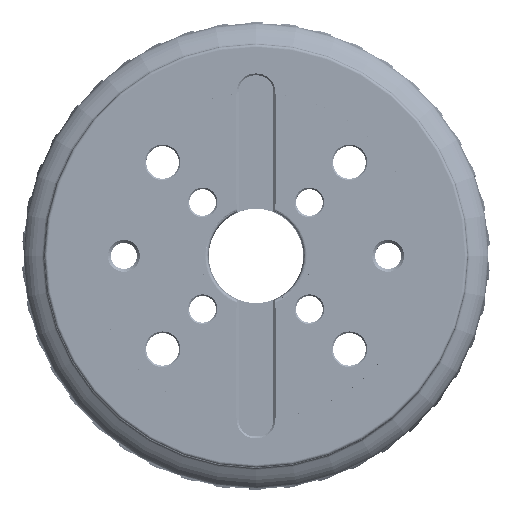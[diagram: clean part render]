
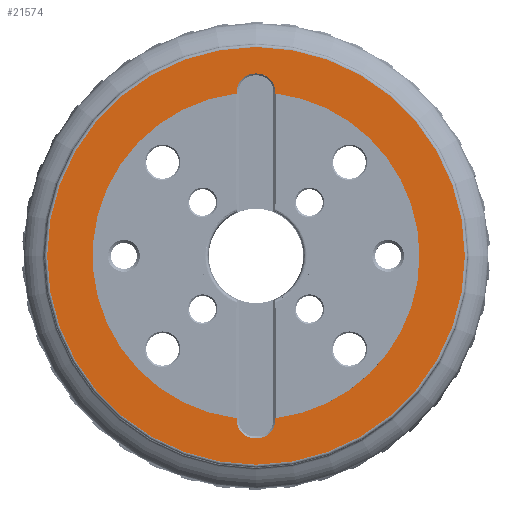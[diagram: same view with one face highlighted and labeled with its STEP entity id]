
A CAD part, top view. The second image highlights one B-rep face of the part: STEP entity #21574.
In plain terms, the highlighted planar face has unit normal (0, 0, 1).
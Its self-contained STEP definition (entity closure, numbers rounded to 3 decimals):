
#708=FACE_BOUND('',#35879,.T.);
#709=FACE_BOUND('',#35880,.T.);
#3062=PLANE('',#122928);
#9210=LINE('',#218117,#14906);
#9211=LINE('',#218121,#14907);
#9212=LINE('',#218125,#14908);
#9213=LINE('',#218129,#14909);
#9214=LINE('',#218133,#14910);
#9215=LINE('',#218137,#14911);
#14906=VECTOR('',#144609,1.);
#14907=VECTOR('',#144612,1.);
#14908=VECTOR('',#144615,1.);
#14909=VECTOR('',#144618,1.);
#14910=VECTOR('',#144621,1.);
#14911=VECTOR('',#144624,1.);
#21574=ADVANCED_FACE('',(#708,#709),#3062,.T.);
#35879=EDGE_LOOP('',(#62464,#62465));
#35880=EDGE_LOOP('',(#62466,#62467,#62468,#62469,#62470,#62471,#62472,#62473,
#62474,#62475,#62476,#62477,#62478));
#41867=CIRCLE('',#122904,140.5);
#41869=CIRCLE('',#122907,140.5);
#41875=CIRCLE('',#122921,110.);
#41876=CIRCLE('',#122922,110.);
#41877=CIRCLE('',#122923,12.2);
#41878=CIRCLE('',#122924,12.2);
#41879=CIRCLE('',#122925,110.);
#41880=CIRCLE('',#122926,12.2);
#41881=CIRCLE('',#122927,12.2);
#62464=ORIENTED_EDGE('',*,*,#101031,.F.);
#62465=ORIENTED_EDGE('',*,*,#101029,.F.);
#62466=ORIENTED_EDGE('',*,*,#101045,.F.);
#62467=ORIENTED_EDGE('',*,*,#101046,.F.);
#62468=ORIENTED_EDGE('',*,*,#101047,.T.);
#62469=ORIENTED_EDGE('',*,*,#101048,.F.);
#62470=ORIENTED_EDGE('',*,*,#101049,.T.);
#62471=ORIENTED_EDGE('',*,*,#101050,.F.);
#62472=ORIENTED_EDGE('',*,*,#101051,.T.);
#62473=ORIENTED_EDGE('',*,*,#101052,.F.);
#62474=ORIENTED_EDGE('',*,*,#101053,.T.);
#62475=ORIENTED_EDGE('',*,*,#101054,.F.);
#62476=ORIENTED_EDGE('',*,*,#101055,.T.);
#62477=ORIENTED_EDGE('',*,*,#101056,.F.);
#62478=ORIENTED_EDGE('',*,*,#101057,.T.);
#86799=VERTEX_POINT('',#217940);
#86800=VERTEX_POINT('',#217942);
#86808=VERTEX_POINT('',#218113);
#86809=VERTEX_POINT('',#218114);
#86810=VERTEX_POINT('',#218116);
#86811=VERTEX_POINT('',#218118);
#86812=VERTEX_POINT('',#218120);
#86813=VERTEX_POINT('',#218122);
#86814=VERTEX_POINT('',#218124);
#86815=VERTEX_POINT('',#218126);
#86816=VERTEX_POINT('',#218128);
#86817=VERTEX_POINT('',#218130);
#86818=VERTEX_POINT('',#218132);
#86819=VERTEX_POINT('',#218134);
#86820=VERTEX_POINT('',#218136);
#101029=EDGE_CURVE('',#86799,#86800,#41867,.T.);
#101031=EDGE_CURVE('',#86800,#86799,#41869,.T.);
#101045=EDGE_CURVE('',#86808,#86809,#41875,.T.);
#101046=EDGE_CURVE('',#86810,#86808,#41876,.T.);
#101047=EDGE_CURVE('',#86810,#86811,#9210,.T.);
#101048=EDGE_CURVE('',#86812,#86811,#41877,.T.);
#101049=EDGE_CURVE('',#86812,#86813,#9211,.T.);
#101050=EDGE_CURVE('',#86814,#86813,#41878,.T.);
#101051=EDGE_CURVE('',#86814,#86815,#9212,.T.);
#101052=EDGE_CURVE('',#86816,#86815,#41879,.T.);
#101053=EDGE_CURVE('',#86816,#86817,#9213,.T.);
#101054=EDGE_CURVE('',#86818,#86817,#41880,.T.);
#101055=EDGE_CURVE('',#86818,#86819,#9214,.T.);
#101056=EDGE_CURVE('',#86820,#86819,#41881,.T.);
#101057=EDGE_CURVE('',#86820,#86809,#9215,.T.);
#122904=AXIS2_PLACEMENT_3D('',#217941,#144565,#144566);
#122907=AXIS2_PLACEMENT_3D('',#217945,#144571,#144572);
#122921=AXIS2_PLACEMENT_3D('',#218112,#144605,#144606);
#122922=AXIS2_PLACEMENT_3D('',#218115,#144607,#144608);
#122923=AXIS2_PLACEMENT_3D('',#218119,#144610,#144611);
#122924=AXIS2_PLACEMENT_3D('',#218123,#144613,#144614);
#122925=AXIS2_PLACEMENT_3D('',#218127,#144616,#144617);
#122926=AXIS2_PLACEMENT_3D('',#218131,#144619,#144620);
#122927=AXIS2_PLACEMENT_3D('',#218135,#144622,#144623);
#122928=AXIS2_PLACEMENT_3D('',#218138,#144625,#144626);
#144565=DIRECTION('',(0.,0.,-1.));
#144566=DIRECTION('',(1.,0.,0.));
#144571=DIRECTION('',(0.,0.,-1.));
#144572=DIRECTION('',(-1.,0.,0.));
#144605=DIRECTION('',(0.,0.,1.));
#144606=DIRECTION('',(1.,0.,0.));
#144607=DIRECTION('',(0.,0.,1.));
#144608=DIRECTION('',(0.117,-0.993,0.));
#144609=DIRECTION('',(0.,-1.,0.));
#144610=DIRECTION('',(0.,0.,1.));
#144611=DIRECTION('',(0.,-1.,0.));
#144612=DIRECTION('',(-1.,0.,0.));
#144613=DIRECTION('',(0.,0.,1.));
#144614=DIRECTION('',(-1.,0.,0.));
#144615=DIRECTION('',(0.,1.,0.));
#144616=DIRECTION('',(0.,0.,1.));
#144617=DIRECTION('',(-0.117,0.993,0.));
#144618=DIRECTION('',(0.,1.,0.));
#144619=DIRECTION('',(0.,0.,1.));
#144620=DIRECTION('',(0.,1.,0.));
#144621=DIRECTION('',(1.,0.,0.));
#144622=DIRECTION('',(0.,0.,1.));
#144623=DIRECTION('',(1.,0.,0.));
#144624=DIRECTION('',(0.,-1.,0.));
#144625=DIRECTION('',(0.,0.,1.));
#144626=DIRECTION('',(-1.,0.,0.));
#217940=CARTESIAN_POINT('',(140.5,0.,-0.8));
#217941=CARTESIAN_POINT('',(0.,0.,-0.8));
#217942=CARTESIAN_POINT('',(-140.5,0.,-0.8));
#217945=CARTESIAN_POINT('',(0.,0.,-0.8));
#218112=CARTESIAN_POINT('',(0.,0.,-0.8));
#218113=CARTESIAN_POINT('',(110.,0.,-0.8));
#218114=CARTESIAN_POINT('',(12.9,109.241,-0.8));
#218115=CARTESIAN_POINT('',(0.,0.,-0.8));
#218116=CARTESIAN_POINT('',(12.9,-109.241,-0.8));
#218117=CARTESIAN_POINT('',(12.9,-109.241,-0.8));
#218118=CARTESIAN_POINT('',(12.9,-110.5,-0.8));
#218119=CARTESIAN_POINT('',(0.7,-110.5,-0.8));
#218120=CARTESIAN_POINT('',(0.7,-122.7,-0.8));
#218121=CARTESIAN_POINT('',(0.7,-122.7,-0.8));
#218122=CARTESIAN_POINT('',(-0.7,-122.7,-0.8));
#218123=CARTESIAN_POINT('',(-0.7,-110.5,-0.8));
#218124=CARTESIAN_POINT('',(-12.9,-110.5,-0.8));
#218125=CARTESIAN_POINT('',(-12.9,-110.5,-0.8));
#218126=CARTESIAN_POINT('',(-12.9,-109.241,-0.8));
#218127=CARTESIAN_POINT('',(0.,0.,-0.8));
#218128=CARTESIAN_POINT('',(-12.9,109.241,-0.8));
#218129=CARTESIAN_POINT('',(-12.9,109.241,-0.8));
#218130=CARTESIAN_POINT('',(-12.9,110.5,-0.8));
#218131=CARTESIAN_POINT('',(-0.7,110.5,-0.8));
#218132=CARTESIAN_POINT('',(-0.7,122.7,-0.8));
#218133=CARTESIAN_POINT('',(-0.7,122.7,-0.8));
#218134=CARTESIAN_POINT('',(0.7,122.7,-0.8));
#218135=CARTESIAN_POINT('',(0.7,110.5,-0.8));
#218136=CARTESIAN_POINT('',(12.9,110.5,-0.8));
#218137=CARTESIAN_POINT('',(12.9,110.5,-0.8));
#218138=CARTESIAN_POINT('',(0.,0.,-0.8));
